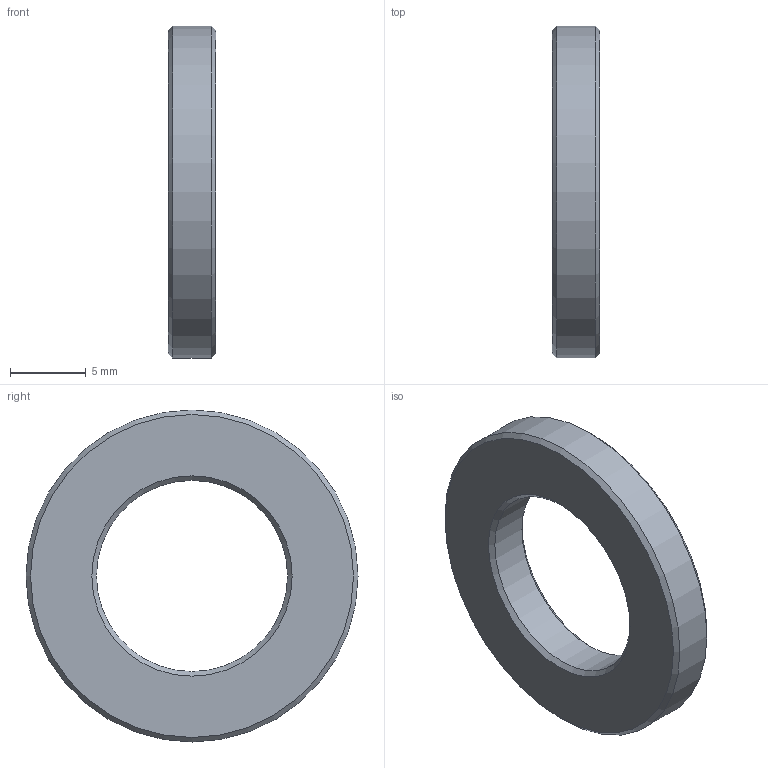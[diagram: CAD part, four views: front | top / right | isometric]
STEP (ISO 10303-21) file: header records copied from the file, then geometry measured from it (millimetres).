
FILE_DESCRIPTION(('FreeCAD Model'),'2;1');
FILE_NAME('Open CASCADE Shape Model','2024-03-27T15:45:10',(''),(''), 'Open CASCADE STEP processor 7.6','FreeCAD','Unknown');
FILE_SCHEMA(('AUTOMOTIVE_DESIGN { 1 0 10303 214 1 1 1 1 }'));
Length unit declared in the file: millimetre
Products named in the file (1): Spacer BUD FRE PLN BU01.75x00.25 - SPN-SPR-0258 (stemfie.org)
Bounding box: 3.12 x 21.88 x 21.88 mm (x, y, z)
Volume: 775 mm3; surface area: 803.1 mm2
Topology: 1 solids, 1 shells, 474 faces, 1313 edges, 874 vertices
Faces by surface type: plane 308, extrusion 160, cone 4, cylinder 2
Full cylindrical faces by diameter (mm): 12.6 x1, 21.875 x1
Entity records: 15159 total; most frequent: CARTESIAN_POINT 3622, ORIENTED_EDGE 2626, DIRECTION 1791, EDGE_CURVE 1313, VECTOR 1145, LINE 985, VERTEX_POINT 874, FACE_BOUND 509
